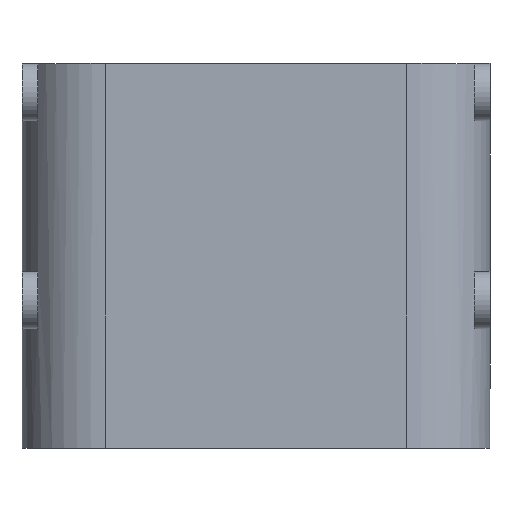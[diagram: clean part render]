
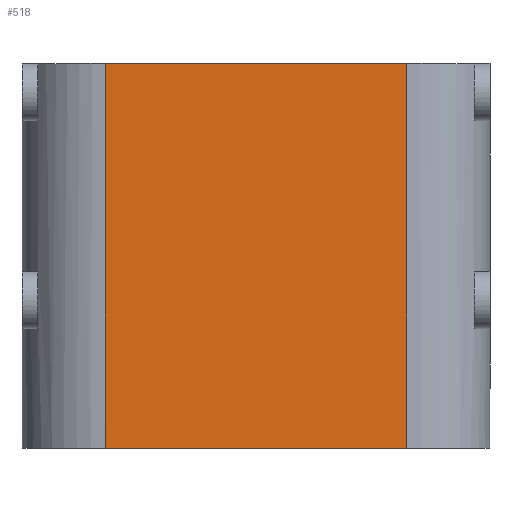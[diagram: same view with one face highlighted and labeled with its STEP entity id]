
A CAD part, top view. The second image highlights one B-rep face of the part: STEP entity #518.
In plain terms, the highlighted planar face has unit normal (0, 0, 1).
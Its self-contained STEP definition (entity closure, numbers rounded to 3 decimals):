
#79 = CARTESIAN_POINT ( 'NONE',  ( 2.9, 0., 1.6 ) ) ;
#82 = FACE_OUTER_BOUND ( 'NONE', #1008, .T. ) ;
#87 = DIRECTION ( 'NONE',  ( 1., 0., 0. ) ) ;
#126 = CARTESIAN_POINT ( 'NONE',  ( 0., 0., 1.6 ) ) ;
#148 = EDGE_CURVE ( 'NONE', #496, #326, #491, .T. ) ;
#188 = DIRECTION ( 'NONE',  ( 1., 0., 0. ) ) ;
#219 = ORIENTED_EDGE ( 'NONE', *, *, #798, .F. ) ;
#227 = VERTEX_POINT ( 'NONE', #509 ) ;
#233 = VECTOR ( 'NONE', #188, 1000. ) ;
#244 = DIRECTION ( 'NONE',  ( 0., 0., 1. ) ) ;
#294 = ORIENTED_EDGE ( 'NONE', *, *, #595, .T. ) ;
#326 = VERTEX_POINT ( 'NONE', #762 ) ;
#328 = CARTESIAN_POINT ( 'NONE',  ( -2.9, 0., 1.6 ) ) ;
#348 = CARTESIAN_POINT ( 'NONE',  ( -2.9, 7.4, 1.6 ) ) ;
#394 = PLANE ( 'NONE',  #916 ) ;
#491 = LINE ( 'NONE', #328, #717 ) ;
#495 = CARTESIAN_POINT ( 'NONE',  ( -2.9, 7.4, 1.6 ) ) ;
#496 = VERTEX_POINT ( 'NONE', #495 ) ;
#509 = CARTESIAN_POINT ( 'NONE',  ( 2.9, 7.4, 1.6 ) ) ;
#512 = VECTOR ( 'NONE', #594, 1000. ) ;
#518 = ADVANCED_FACE ( 'NONE', ( #82 ), #394, .T. ) ;
#594 = DIRECTION ( 'NONE',  ( -1., 0., 0. ) ) ;
#595 = EDGE_CURVE ( 'NONE', #227, #496, #846, .T. ) ;
#615 = VECTOR ( 'NONE', #818, 1000. ) ;
#639 = LINE ( 'NONE', #735, #615 ) ;
#642 = EDGE_CURVE ( 'NONE', #326, #784, #1083, .T. ) ;
#662 = DIRECTION ( 'NONE',  ( 0., -1., 0. ) ) ;
#717 = VECTOR ( 'NONE', #662, 1000. ) ;
#722 = ORIENTED_EDGE ( 'NONE', *, *, #148, .T. ) ;
#735 = CARTESIAN_POINT ( 'NONE',  ( 2.9, 0., 1.6 ) ) ;
#762 = CARTESIAN_POINT ( 'NONE',  ( -2.9, 0., 1.6 ) ) ;
#784 = VERTEX_POINT ( 'NONE', #79 ) ;
#798 = EDGE_CURVE ( 'NONE', #227, #784, #639, .T. ) ;
#818 = DIRECTION ( 'NONE',  ( 0., -1., 0. ) ) ;
#846 = LINE ( 'NONE', #348, #512 ) ;
#916 = AXIS2_PLACEMENT_3D ( 'NONE', #1014, #244, #87 ) ;
#974 = ORIENTED_EDGE ( 'NONE', *, *, #642, .T. ) ;
#1008 = EDGE_LOOP ( 'NONE', ( #722, #974, #219, #294 ) ) ;
#1014 = CARTESIAN_POINT ( 'NONE',  ( -2.9, 0., 1.6 ) ) ;
#1083 = LINE ( 'NONE', #126, #233 ) ;
